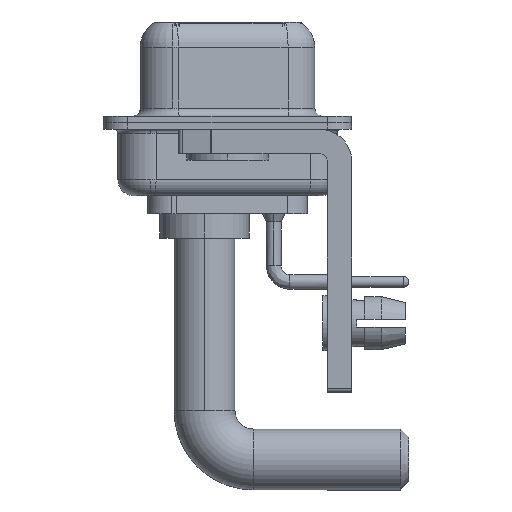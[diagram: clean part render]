
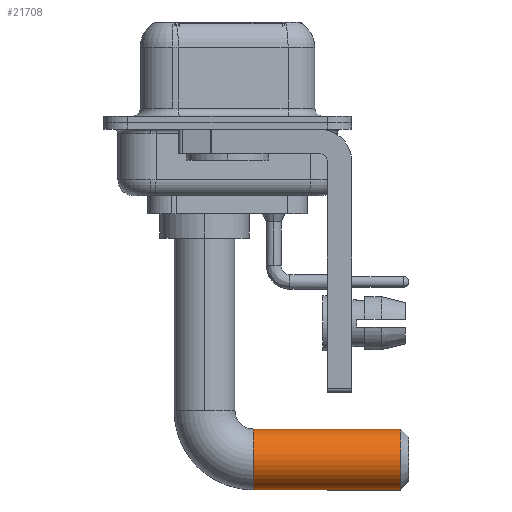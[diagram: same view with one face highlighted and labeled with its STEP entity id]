
A CAD part, left-side view. The second image highlights one B-rep face of the part: STEP entity #21708.
In plain terms, the highlighted cylindrical face has radius 1.875 mm (diameter 3.75 mm), a partial arc.
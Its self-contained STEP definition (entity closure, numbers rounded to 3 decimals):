
#717 = CARTESIAN_POINT ( 'NONE',  ( 0., -12.07, -11.755 ) ) ;
#980 = EDGE_LOOP ( 'NONE', ( #3503, #2664, #2084, #1999 ) ) ;
#1140 = AXIS2_PLACEMENT_3D ( 'NONE', #13872, #1258, #3067 ) ;
#1258 = DIRECTION ( 'NONE',  ( 0., 1., 0. ) ) ;
#1999 = ORIENTED_EDGE ( 'NONE', *, *, #20823, .T. ) ;
#2084 = ORIENTED_EDGE ( 'NONE', *, *, #15839, .T. ) ;
#2664 = ORIENTED_EDGE ( 'NONE', *, *, #3794, .T. ) ;
#3067 = DIRECTION ( 'NONE',  ( 0., 0., -1. ) ) ;
#3252 = CYLINDRICAL_SURFACE ( 'NONE', #19071, 1.875 ) ;
#3503 = ORIENTED_EDGE ( 'NONE', *, *, #11466, .F. ) ;
#3651 = VERTEX_POINT ( 'NONE', #10271 ) ;
#3794 = EDGE_CURVE ( 'NONE', #3651, #8211, #6653, .T. ) ;
#6370 = DIRECTION ( 'NONE',  ( 0., -1., 0. ) ) ;
#6653 = CIRCLE ( 'NONE', #16526, 1.875 ) ;
#7155 = CARTESIAN_POINT ( 'NONE',  ( 0., -3., -15.505 ) ) ;
#8211 = VERTEX_POINT ( 'NONE', #7155 ) ;
#10271 = CARTESIAN_POINT ( 'NONE',  ( 0., -3., -11.755 ) ) ;
#11466 = EDGE_CURVE ( 'NONE', #3651, #22005, #22162, .T. ) ;
#11901 = DIRECTION ( 'NONE',  ( 0., -1., 0. ) ) ;
#12818 = VECTOR ( 'NONE', #6370, 1000. ) ;
#13813 = FACE_OUTER_BOUND ( 'NONE', #980, .T. ) ;
#13872 = CARTESIAN_POINT ( 'NONE',  ( 0., -12.07, -13.63 ) ) ;
#13938 = DIRECTION ( 'NONE',  ( 0., 0., -1. ) ) ;
#14276 = DIRECTION ( 'NONE',  ( 0., -1., 0. ) ) ;
#15386 = CARTESIAN_POINT ( 'NONE',  ( 0., -3., -15.505 ) ) ;
#15609 = CARTESIAN_POINT ( 'NONE',  ( 0., -3., -13.63 ) ) ;
#15735 = DIRECTION ( 'NONE',  ( 0., -1., 0. ) ) ;
#15839 = EDGE_CURVE ( 'NONE', #8211, #20716, #16833, .T. ) ;
#16365 = CIRCLE ( 'NONE', #1140, 1.875 ) ;
#16526 = AXIS2_PLACEMENT_3D ( 'NONE', #17170, #11901, #22579 ) ;
#16833 = LINE ( 'NONE', #15386, #12818 ) ;
#17170 = CARTESIAN_POINT ( 'NONE',  ( 0., -3., -13.63 ) ) ;
#18677 = CARTESIAN_POINT ( 'NONE',  ( 0., -3., -11.755 ) ) ;
#19071 = AXIS2_PLACEMENT_3D ( 'NONE', #15609, #15735, #13938 ) ;
#20716 = VERTEX_POINT ( 'NONE', #22198 ) ;
#20823 = EDGE_CURVE ( 'NONE', #20716, #22005, #16365, .T. ) ;
#21708 = ADVANCED_FACE ( 'NONE', ( #13813 ), #3252, .T. ) ;
#22005 = VERTEX_POINT ( 'NONE', #717 ) ;
#22162 = LINE ( 'NONE', #18677, #22289 ) ;
#22198 = CARTESIAN_POINT ( 'NONE',  ( 0., -12.07, -15.505 ) ) ;
#22289 = VECTOR ( 'NONE', #14276, 1000. ) ;
#22579 = DIRECTION ( 'NONE',  ( -1., 0., 0. ) ) ;
